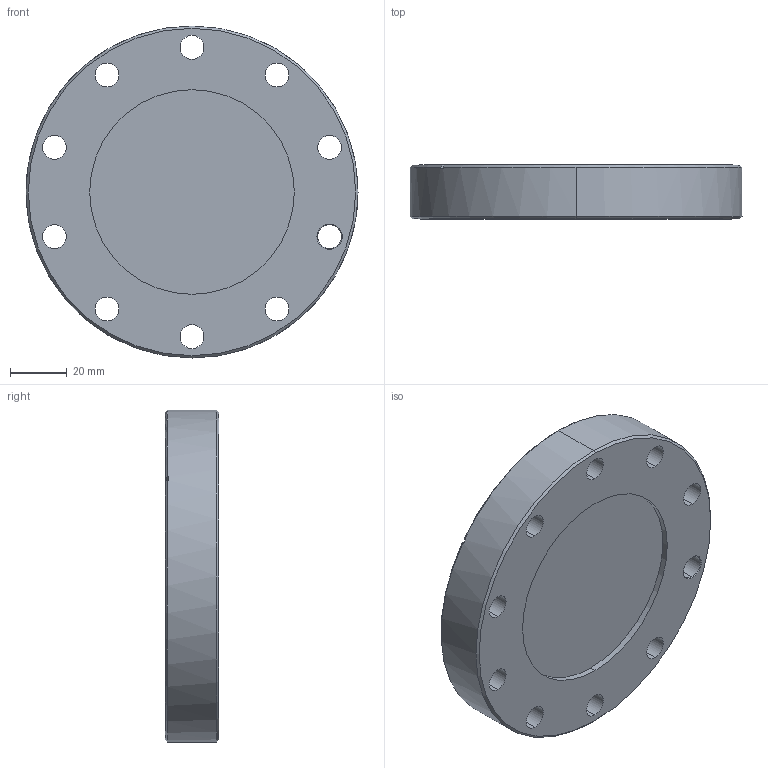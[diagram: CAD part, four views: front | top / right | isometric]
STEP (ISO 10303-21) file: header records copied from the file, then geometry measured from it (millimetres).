
FILE_DESCRIPTION (( 'STEP AP203' ), '1' );
FILE_NAME ('A0650-4-CF.STEP', '2019-09-20T15:44:13', ( '' ), ( '' ), 'SwSTEP 2.0', 'SolidWorks 2019', '' );
FILE_SCHEMA (( 'CONFIG_CONTROL_DESIGN' ));
Length unit declared in the file: inch
Products named in the file (1): A0650-4-CF
Bounding box: 117.47 x 19.05 x 117.47 mm (x, y, z)
Volume: 143787.8 mm3; surface area: 36914.9 mm2
Topology: 1 solids, 1 shells, 66 faces, 164 edges, 105 vertices
Faces by surface type: cylinder 38, plane 15, cone 13
Entity records: 2122 total; most frequent: DIRECTION 389, CARTESIAN_POINT 348, ORIENTED_EDGE 328, EDGE_CURVE 164, AXIS2_PLACEMENT_3D 162, VERTEX_POINT 105, CIRCLE 95, EDGE_LOOP 91
